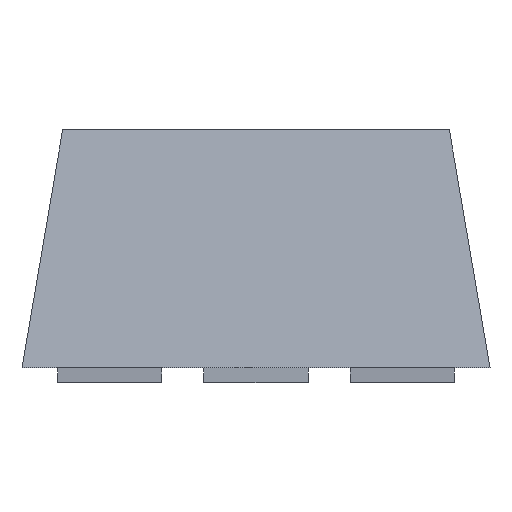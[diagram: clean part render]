
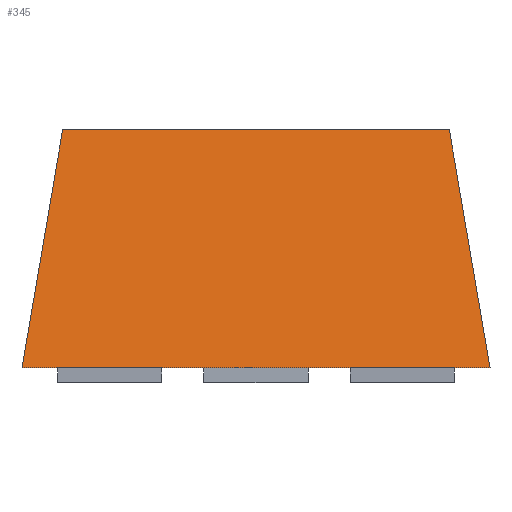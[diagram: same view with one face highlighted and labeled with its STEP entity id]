
A CAD part, front view. The second image highlights one B-rep face of the part: STEP entity #345.
In plain terms, the highlighted planar face has unit normal (0, -0.986, 0.169).
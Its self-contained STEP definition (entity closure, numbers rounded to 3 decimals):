
#258=CARTESIAN_POINT('',(0.661,-0.293,0.864));
#257=VERTEX_POINT('',#258);
#260=CARTESIAN_POINT('',(-0.661,-0.293,0.864));
#259=VERTEX_POINT('',#260);
#256=EDGE_CURVE('',#257,#259,#261,.T.);
#261=LINE('',#258,#263);
#263=VECTOR('',#264,1.322);
#264=DIRECTION('',(-1.0,0.0,0.0));
#317=CARTESIAN_POINT('',(0.8,-0.432,0.051));
#316=VERTEX_POINT('',#317);
#327=CARTESIAN_POINT('',(-0.8,-0.432,0.051));
#326=VERTEX_POINT('',#327);
#325=EDGE_CURVE('',#326,#316,#330,.T.);
#330=LINE('',#327,#332);
#332=VECTOR('',#333,1.6);
#333=DIRECTION('',(1.0,0.0,0.0));
#345=ADVANCED_FACE('',(#351),#346,.T.);
#346=PLANE('',#347);
#347=AXIS2_PLACEMENT_3D('',#348,#349,#350);
#348=CARTESIAN_POINT('',(-0.8,-0.432,0.051));
#349=DIRECTION('',(0.0,-0.986,0.169));
#350=DIRECTION('',(0.,0.,1.));
#351=FACE_OUTER_BOUND('',#352,.T.);
#352=EDGE_LOOP('',(#353,#363,#373,#383));
#353=ORIENTED_EDGE('',*,*,#325,.T.);
#364=EDGE_CURVE('',#257,#316,#369,.T.);
#369=LINE('',#258,#371);
#371=VECTOR('',#372,0.836);
#372=DIRECTION('',(0.166,-0.166,-0.972));
#363=ORIENTED_EDGE('',*,*,#364,.F.);
#373=ORIENTED_EDGE('',*,*,#256,.T.);
#384=EDGE_CURVE('',#326,#259,#389,.T.);
#389=LINE('',#327,#391);
#391=VECTOR('',#392,0.836);
#392=DIRECTION('',(0.166,0.166,0.972));
#383=ORIENTED_EDGE('',*,*,#384,.F.);
